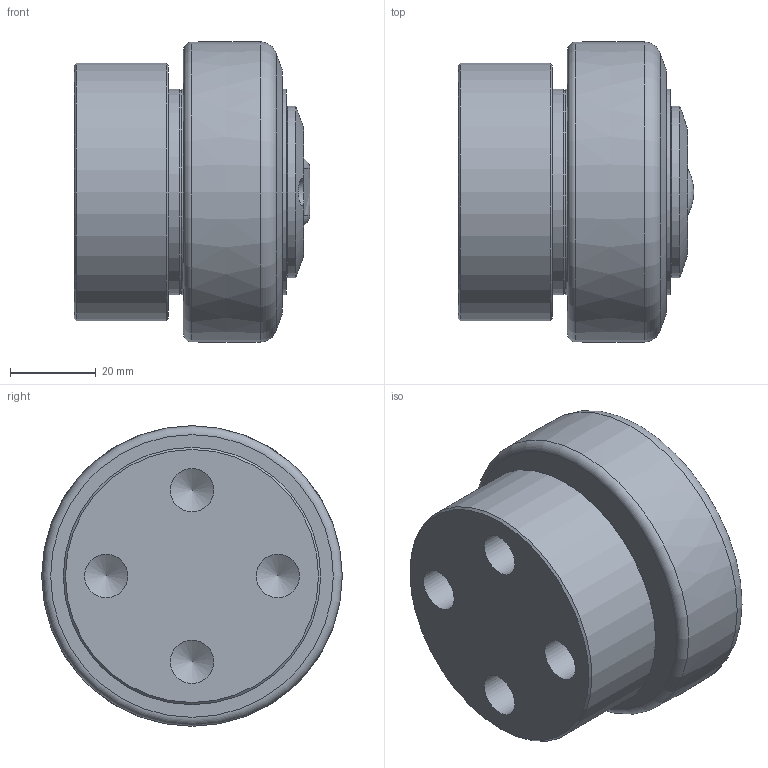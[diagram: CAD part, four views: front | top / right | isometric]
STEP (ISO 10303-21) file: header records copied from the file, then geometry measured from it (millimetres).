
FILE_DESCRIPTION(/* description */ ('-','CAx-IF Rec.Pracs.---Representation and Presentation of Product Manufacturing Information (PMI)---4.0---2014-10-13'),/* implementation_level */ '2;1');
FILE_NAME(/* name */ 'cbd059c8-807b-44af-9c6a-27f449f2c2f1.stp',/* time_stamp */ '2020-04-01T16:30:27+02:00',/* author */ ('-'),/* organization */ ('NTI CADcenter A/S'),/* preprocessor_version */ 'ST-DEVELOPER v18',/* originating_system */ 'Autodesk Inventor 2020',/* authorisation */ '-');
FILE_SCHEMA (('AP242_MANAGED_MODEL_BASED_3D_ENGINEERING_MIM_LF { 1 0 10303 442 1 1 4 }'));
Length unit declared in the file: millimetre
Products named in the file (1): TR 070.4300_Kontur
Bounding box: 55 x 70.09 x 70.1 mm (x, y, z)
Volume: 154298.6 mm3; surface area: 23626 mm2
Topology: 1 solids, 1 shells, 105 faces, 299 edges, 203 vertices
Faces by surface type: plane 40, cylinder 37, cone 16, torus 8, bspline 4
Full cylindrical faces by diameter (mm): 3 x2, 3.5 x2, 6 x2, 6.5 x2, 10.106 x4, 35 x1, 35.2 x1, 40 x1, 48 x3, 60 x1
Entity records: 3757 total; most frequent: CARTESIAN_POINT 893, DIRECTION 610, ORIENTED_EDGE 590, EDGE_CURVE 295, AXIS2_PLACEMENT_3D 240, VERTEX_POINT 203, CIRCLE 138, LINE 130
